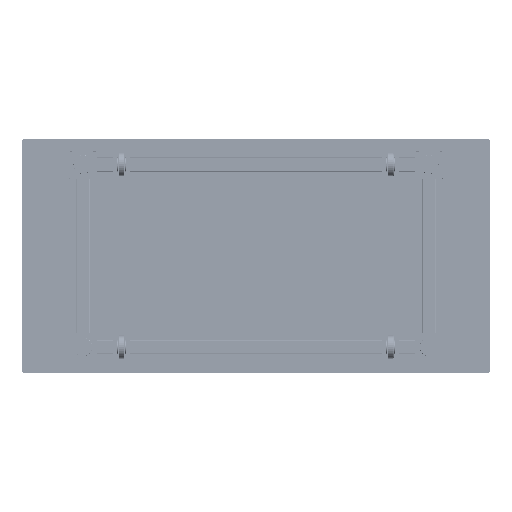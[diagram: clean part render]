
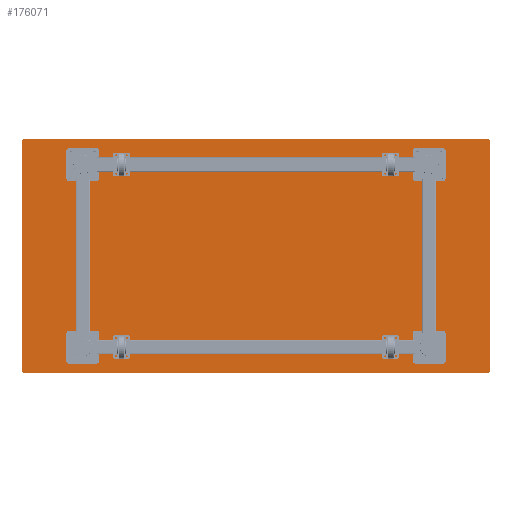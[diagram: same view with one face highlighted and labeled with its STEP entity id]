
A CAD part, top view. The second image highlights one B-rep face of the part: STEP entity #176071.
In plain terms, the highlighted planar face has unit normal (0, 0, 1).
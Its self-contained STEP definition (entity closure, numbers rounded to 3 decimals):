
#1552 = AXIS2_PLACEMENT_3D ( 'NONE', #195905, #221734, #83462 ) ;
#4512 = VECTOR ( 'NONE', #69004, 1000. ) ;
#8144 = CIRCLE ( 'NONE', #239137, 11. ) ;
#10795 = ORIENTED_EDGE ( 'NONE', *, *, #138433, .T. ) ;
#13093 = CARTESIAN_POINT ( 'NONE',  ( -1028.378, 501.514, -198.501 ) ) ;
#13803 = EDGE_CURVE ( 'NONE', #168830, #166078, #54040, .T. ) ;
#19024 = LINE ( 'NONE', #40822, #92848 ) ;
#19345 = CARTESIAN_POINT ( 'NONE',  ( -1039.378, -487.486, -198.501 ) ) ;
#23449 = AXIS2_PLACEMENT_3D ( 'NONE', #143208, #57251, #38135 ) ;
#24559 = ORIENTED_EDGE ( 'NONE', *, *, #191647, .T. ) ;
#35046 = DIRECTION ( 'NONE',  ( 0., 0., 1. ) ) ;
#38135 = DIRECTION ( 'NONE',  ( 0., 1., 0. ) ) ;
#40822 = CARTESIAN_POINT ( 'NONE',  ( 949.622, -498.486, -198.501 ) ) ;
#44689 = ORIENTED_EDGE ( 'NONE', *, *, #128115, .T. ) ;
#50557 = FACE_OUTER_BOUND ( 'NONE', #228090, .T. ) ;
#52552 = LINE ( 'NONE', #236773, #4512 ) ;
#54040 = CIRCLE ( 'NONE', #23449, 11. ) ;
#57251 = DIRECTION ( 'NONE',  ( 0., 0., 1. ) ) ;
#68150 = VERTEX_POINT ( 'NONE', #91171 ) ;
#69004 = DIRECTION ( 'NONE',  ( 0., 1., 0. ) ) ;
#72228 = EDGE_CURVE ( 'NONE', #85894, #181305, #168014, .T. ) ;
#76846 = CARTESIAN_POINT ( 'NONE',  ( -1039.378, 390.514, -198.501 ) ) ;
#83462 = DIRECTION ( 'NONE',  ( 0., 1., 0. ) ) ;
#85894 = VERTEX_POINT ( 'NONE', #111020 ) ;
#86262 = VECTOR ( 'NONE', #269020, 1000. ) ;
#91171 = CARTESIAN_POINT ( 'NONE',  ( -1039.378, 490.514, -198.501 ) ) ;
#92848 = VECTOR ( 'NONE', #182770, 1000. ) ;
#93782 = VECTOR ( 'NONE', #120464, 1000. ) ;
#95531 = PLANE ( 'NONE',  #231205 ) ;
#102793 = DIRECTION ( 'NONE',  ( 0., 1., 0. ) ) ;
#111020 = CARTESIAN_POINT ( 'NONE',  ( 949.622, 501.514, -198.501 ) ) ;
#114657 = DIRECTION ( 'NONE',  ( 0., 0., 1. ) ) ;
#119229 = CIRCLE ( 'NONE', #1552, 11. ) ;
#120464 = DIRECTION ( 'NONE',  ( 0., -1., 0. ) ) ;
#123643 = VERTEX_POINT ( 'NONE', #166650 ) ;
#125499 = VERTEX_POINT ( 'NONE', #239876 ) ;
#128115 = EDGE_CURVE ( 'NONE', #123643, #125499, #52552, .T. ) ;
#136498 = CARTESIAN_POINT ( 'NONE',  ( 949.622, 390.514, -198.501 ) ) ;
#138433 = EDGE_CURVE ( 'NONE', #164527, #123643, #119229, .T. ) ;
#143208 = CARTESIAN_POINT ( 'NONE',  ( -1028.378, -487.486, -198.501 ) ) ;
#147598 = ORIENTED_EDGE ( 'NONE', *, *, #72228, .T. ) ;
#158175 = CARTESIAN_POINT ( 'NONE',  ( 949.622, -498.486, -198.501 ) ) ;
#161512 = DIRECTION ( 'NONE',  ( 0., 0., 1. ) ) ;
#161964 = ORIENTED_EDGE ( 'NONE', *, *, #13803, .T. ) ;
#164527 = VERTEX_POINT ( 'NONE', #158175 ) ;
#166078 = VERTEX_POINT ( 'NONE', #171631 ) ;
#166650 = CARTESIAN_POINT ( 'NONE',  ( 960.622, -487.486, -198.501 ) ) ;
#168014 = LINE ( 'NONE', #229416, #86262 ) ;
#168830 = VERTEX_POINT ( 'NONE', #19345 ) ;
#169193 = EDGE_CURVE ( 'NONE', #166078, #164527, #19024, .T. ) ;
#171631 = CARTESIAN_POINT ( 'NONE',  ( -1028.378, -498.486, -198.501 ) ) ;
#176071 = ADVANCED_FACE ( 'NONE', ( #50557 ), #95531, .T. ) ;
#178352 = CARTESIAN_POINT ( 'NONE',  ( -1028.378, 490.514, -198.501 ) ) ;
#180172 = ORIENTED_EDGE ( 'NONE', *, *, #169193, .T. ) ;
#181305 = VERTEX_POINT ( 'NONE', #13093 ) ;
#182770 = DIRECTION ( 'NONE',  ( 1., 0., 0. ) ) ;
#191647 = EDGE_CURVE ( 'NONE', #125499, #85894, #263282, .T. ) ;
#191772 = ORIENTED_EDGE ( 'NONE', *, *, #258462, .T. ) ;
#195905 = CARTESIAN_POINT ( 'NONE',  ( 949.622, -487.486, -198.501 ) ) ;
#196518 = DIRECTION ( 'NONE',  ( 0., -1., 0. ) ) ;
#201512 = DIRECTION ( 'NONE',  ( 0., 1., 0. ) ) ;
#219886 = AXIS2_PLACEMENT_3D ( 'NONE', #266526, #161512, #102793 ) ;
#221734 = DIRECTION ( 'NONE',  ( 0., 0., 1. ) ) ;
#228090 = EDGE_LOOP ( 'NONE', ( #44689, #24559, #147598, #252870, #191772, #161964, #180172, #10795 ) ) ;
#229416 = CARTESIAN_POINT ( 'NONE',  ( 949.622, 501.514, -198.501 ) ) ;
#231205 = AXIS2_PLACEMENT_3D ( 'NONE', #136498, #114657, #196518 ) ;
#236773 = CARTESIAN_POINT ( 'NONE',  ( 960.622, 390.514, -198.501 ) ) ;
#239137 = AXIS2_PLACEMENT_3D ( 'NONE', #178352, #35046, #201512 ) ;
#239876 = CARTESIAN_POINT ( 'NONE',  ( 960.622, 490.514, -198.501 ) ) ;
#247273 = LINE ( 'NONE', #76846, #93782 ) ;
#252870 = ORIENTED_EDGE ( 'NONE', *, *, #264847, .T. ) ;
#258462 = EDGE_CURVE ( 'NONE', #68150, #168830, #247273, .T. ) ;
#263282 = CIRCLE ( 'NONE', #219886, 11. ) ;
#264847 = EDGE_CURVE ( 'NONE', #181305, #68150, #8144, .T. ) ;
#266526 = CARTESIAN_POINT ( 'NONE',  ( 949.622, 490.514, -198.501 ) ) ;
#269020 = DIRECTION ( 'NONE',  ( -1., 0., 0. ) ) ;
